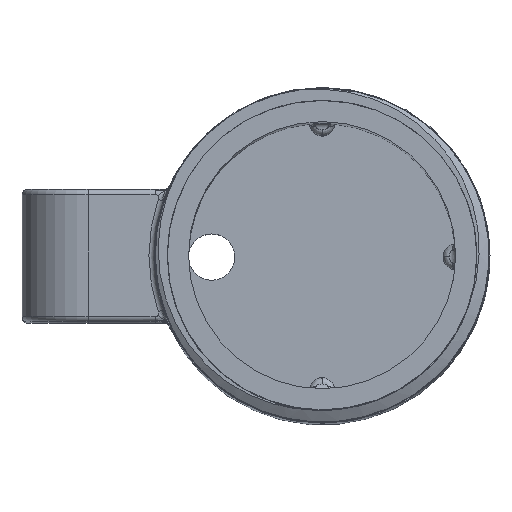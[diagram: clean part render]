
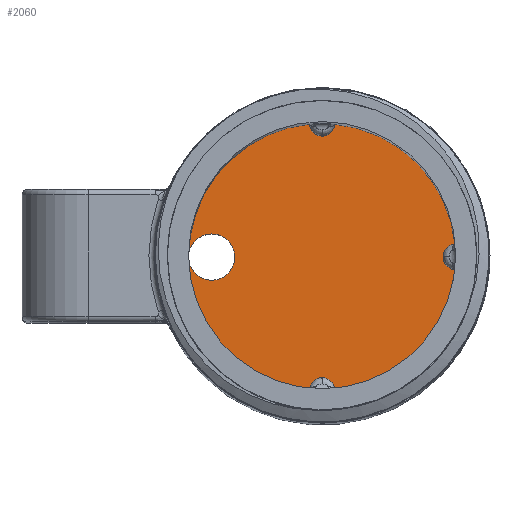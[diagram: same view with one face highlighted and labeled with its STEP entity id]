
A CAD part, top view. The second image highlights one B-rep face of the part: STEP entity #2060.
In plain terms, the highlighted planar face has unit normal (0, 0, 1).
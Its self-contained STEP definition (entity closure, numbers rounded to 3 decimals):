
#24=PLANE('',#2225);
#272=FACE_OUTER_BOUND('',#400,.T.);
#400=EDGE_LOOP('',(#1576,#1577,#1578,#1579,#1580,#1581,#1582,#1583));
#520=CIRCLE('',#2196,0.95);
#528=CIRCLE('',#2207,0.95);
#536=CIRCLE('',#2218,0.95);
#538=CIRCLE('',#2221,10.1);
#539=CIRCLE('',#2222,10.1);
#540=CIRCLE('',#2223,10.1);
#541=CIRCLE('',#2224,10.1);
#542=CIRCLE('',#2226,1.75);
#865=VERTEX_POINT('',#5978);
#866=VERTEX_POINT('',#5980);
#877=VERTEX_POINT('',#6177);
#878=VERTEX_POINT('',#6179);
#889=VERTEX_POINT('',#6376);
#890=VERTEX_POINT('',#6378);
#892=VERTEX_POINT('',#6384);
#1114=EDGE_CURVE('',#866,#865,#520,.T.);
#1132=EDGE_CURVE('',#878,#877,#528,.T.);
#1150=EDGE_CURVE('',#890,#889,#536,.T.);
#1154=EDGE_CURVE('',#892,#889,#538,.T.);
#1155=EDGE_CURVE('',#890,#865,#539,.T.);
#1156=EDGE_CURVE('',#866,#877,#540,.T.);
#1157=EDGE_CURVE('',#878,#892,#541,.T.);
#1158=EDGE_CURVE('',#892,#892,#542,.T.);
#1576=ORIENTED_EDGE('',*,*,#1150,.T.);
#1577=ORIENTED_EDGE('',*,*,#1154,.F.);
#1578=ORIENTED_EDGE('',*,*,#1158,.T.);
#1579=ORIENTED_EDGE('',*,*,#1157,.F.);
#1580=ORIENTED_EDGE('',*,*,#1132,.T.);
#1581=ORIENTED_EDGE('',*,*,#1156,.F.);
#1582=ORIENTED_EDGE('',*,*,#1114,.T.);
#1583=ORIENTED_EDGE('',*,*,#1155,.F.);
#2060=ADVANCED_FACE('',(#272),#24,.F.);
#2196=AXIS2_PLACEMENT_3D('',#5981,#2477,#2478);
#2207=AXIS2_PLACEMENT_3D('',#6180,#2503,#2504);
#2218=AXIS2_PLACEMENT_3D('',#6379,#2529,#2530);
#2221=AXIS2_PLACEMENT_3D('',#6386,#2537,#2538);
#2222=AXIS2_PLACEMENT_3D('',#6387,#2539,#2540);
#2223=AXIS2_PLACEMENT_3D('',#6388,#2541,#2542);
#2224=AXIS2_PLACEMENT_3D('',#6389,#2543,#2544);
#2225=AXIS2_PLACEMENT_3D('',#6390,#2545,#2546);
#2226=AXIS2_PLACEMENT_3D('',#6391,#2547,#2548);
#2477=DIRECTION('center_axis',(0.,0.,-1.));
#2478=DIRECTION('ref_axis',(-1.,0.,0.));
#2503=DIRECTION('center_axis',(0.,0.,-1.));
#2504=DIRECTION('ref_axis',(-1.,0.,0.));
#2529=DIRECTION('center_axis',(0.,0.,-1.));
#2530=DIRECTION('ref_axis',(-1.,0.,0.));
#2537=DIRECTION('center_axis',(0.,0.,-1.));
#2538=DIRECTION('ref_axis',(1.,0.,0.));
#2539=DIRECTION('center_axis',(0.,0.,-1.));
#2540=DIRECTION('ref_axis',(1.,0.,0.));
#2541=DIRECTION('center_axis',(0.,0.,-1.));
#2542=DIRECTION('ref_axis',(1.,0.,0.));
#2543=DIRECTION('center_axis',(0.,0.,-1.));
#2544=DIRECTION('ref_axis',(1.,0.,0.));
#2545=DIRECTION('center_axis',(0.,0.,-1.));
#2546=DIRECTION('ref_axis',(1.,0.,0.));
#2547=DIRECTION('center_axis',(0.,0.,-1.));
#2548=DIRECTION('ref_axis',(1.,0.,0.));
#5978=CARTESIAN_POINT('',(10.055,0.949,3.));
#5980=CARTESIAN_POINT('',(10.055,-0.949,3.));
#5981=CARTESIAN_POINT('Origin',(10.1,0.,3.));
#6177=CARTESIAN_POINT('',(0.949,-10.055,3.));
#6179=CARTESIAN_POINT('',(-0.949,-10.055,3.));
#6180=CARTESIAN_POINT('Origin',(0.,-10.1,3.));
#6376=CARTESIAN_POINT('',(-0.949,10.055,3.));
#6378=CARTESIAN_POINT('',(0.949,10.055,3.));
#6379=CARTESIAN_POINT('Origin',(0.,10.1,3.));
#6384=CARTESIAN_POINT('',(-10.1,0.,3.));
#6386=CARTESIAN_POINT('Origin',(0.,0.,3.));
#6387=CARTESIAN_POINT('Origin',(0.,0.,3.));
#6388=CARTESIAN_POINT('Origin',(0.,0.,3.));
#6389=CARTESIAN_POINT('Origin',(0.,0.,3.));
#6390=CARTESIAN_POINT('Origin',(0.,0.,3.));
#6391=CARTESIAN_POINT('Origin',(-8.35,0.,3.));
